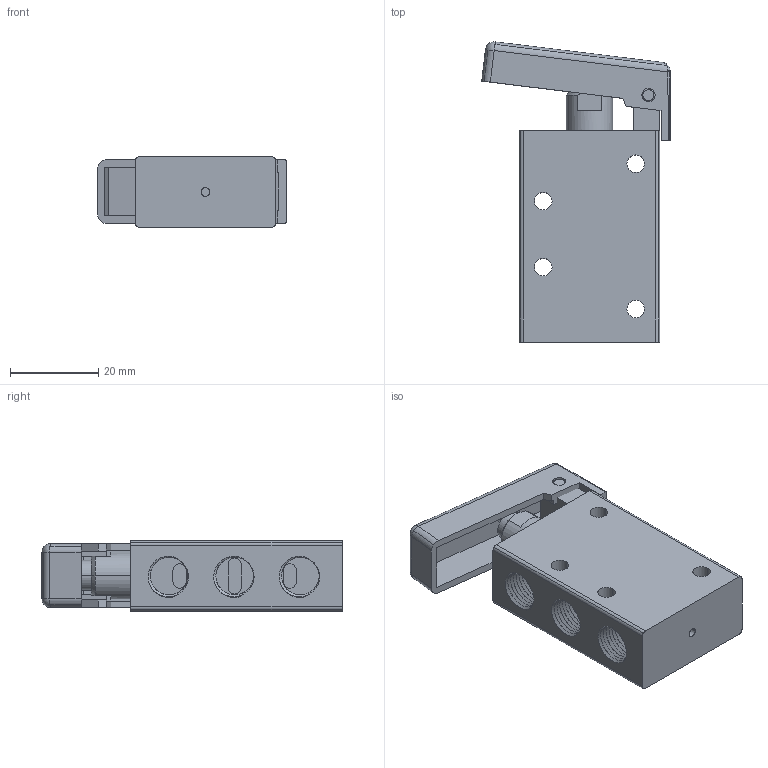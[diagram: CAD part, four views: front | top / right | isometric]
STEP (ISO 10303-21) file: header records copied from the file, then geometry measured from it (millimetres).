
FILE_DESCRIPTION((''),'2;1');
FILE_NAME('05_146_4.stp','2002-11-23T22:03:25',('Branislav Petkovic'),('AZ Pneumatica'),'AutoCAD STEP 2000i','AutoCAD 2000i','Via J. F. Kennedy, 26, 20020 Misinto (MI), ITALY');
FILE_SCHEMA(('CONFIG_CONTROL_DESIGN'));
Length unit declared in the file: millimetre
Products named in the file (8): 05_146_4; 451MR TELO; PART1; PIPAK 431; PART1AA; PLASTICNA POLUGA CRVENA; PART1A; OSOVINA
Assembly tree (7 placements, depth 4):
  05_146_4
    451MR TELO
      PART1
      PIPAK 431
        PART1AA
    PLASTICNA POLUGA CRVENA
      PART1A
      OSOVINA
Bounding box: 42.87 x 68.19 x 16 mm (x, y, z)
Surface area: 13310.2 mm2 (no closed solid volume)
Topology: 0 solids, 4 shells, 248 faces, 647 edges, 419 vertices
Faces by surface type: cylinder 154, plane 66, bspline 14, cone 12, sphere 2
Entity records: 21413 total; most frequent: CARTESIAN_POINT 15363, ORIENTED_EDGE 1286, DIRECTION 1125, EDGE_CURVE 643, AXIS2_PLACEMENT_3D 422, VERTEX_POINT 419, VECTOR 281, LINE 281
